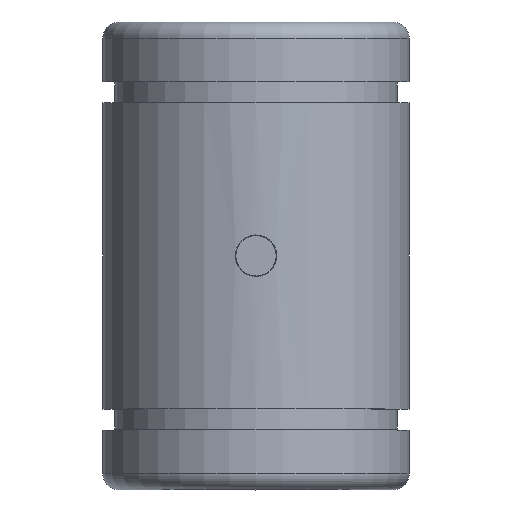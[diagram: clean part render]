
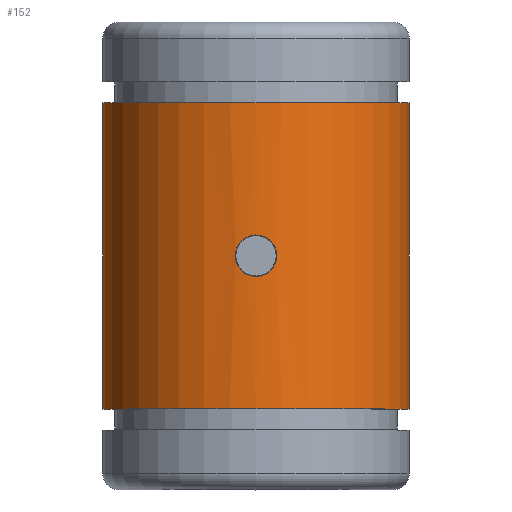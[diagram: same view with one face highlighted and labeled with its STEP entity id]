
A CAD part, top view. The second image highlights one B-rep face of the part: STEP entity #152.
In plain terms, the highlighted cylindrical face has radius 9.5 mm (diameter 19 mm), a partial arc.
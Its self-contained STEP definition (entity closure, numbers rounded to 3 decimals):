
#152=ADVANCED_FACE('',(#403,#404),#405,.T.);
#403=FACE_OUTER_BOUND('',#766,.T.);
#404=FACE_BOUND('',#767,.T.);
#405=CYLINDRICAL_SURFACE('',#768,9.5);
#766=EDGE_LOOP('',(#1158,#1159,#1160,#1161));
#767=EDGE_LOOP('',(#1162,#1163));
#768=AXIS2_PLACEMENT_3D('',#1164,#1165,#1166);
#1158=ORIENTED_EDGE('',*,*,#2122,.F.);
#1159=ORIENTED_EDGE('',*,*,#2123,.T.);
#1160=ORIENTED_EDGE('',*,*,#2124,.F.);
#1161=ORIENTED_EDGE('',*,*,#2125,.T.);
#1162=ORIENTED_EDGE('',*,*,#2126,.T.);
#1163=ORIENTED_EDGE('',*,*,#2127,.T.);
#1164=CARTESIAN_POINT('',(0.0,0.0,0.0));
#1165=DIRECTION('',(0.0,-1.0,0.0));
#1166=DIRECTION('',(1.0,0.0,0.0));
#2122=EDGE_CURVE('',#2530,#2531,#2532,.T.);
#2123=EDGE_CURVE('',#2530,#2533,#2534,.T.);
#2124=EDGE_CURVE('',#2535,#2533,#2536,.T.);
#2125=EDGE_CURVE('',#2535,#2531,#2537,.T.);
#2126=EDGE_CURVE('',#2538,#2539,#2540,.T.);
#2127=EDGE_CURVE('',#2539,#2538,#2541,.T.);
#2530=VERTEX_POINT('',#3117);
#2531=VERTEX_POINT('',#3118);
#2532=LINE('',#3119,#3120);
#2533=VERTEX_POINT('',#3121);
#2534=CIRCLE('',#3122,9.5);
#2535=VERTEX_POINT('',#3123);
#2536=LINE('',#3124,#3125);
#2537=CIRCLE('',#3126,9.5);
#2538=VERTEX_POINT('',#3127);
#2539=VERTEX_POINT('',#3128);
#2540=B_SPLINE_CURVE_WITH_KNOTS('',3,(#3129,#3130,#3131,#3132,#3133,#3134,#3135,#3136,#3137,#3138,#3139,#3140,#3141,#3142,#3143,#3144,#3145,#3146),.UNSPECIFIED.,.F.,.F.,(4,2,2,2,2,2,2,2,4),(0.0,0.485,0.971,1.456,1.942,2.427,2.913,3.398,3.883),.UNSPECIFIED.);
#2541=B_SPLINE_CURVE_WITH_KNOTS('',3,(#3147,#3148,#3149,#3150,#3151,#3152,#3153,#3154,#3155,#3156,#3157,#3158,#3159,#3160,#3161,#3162,#3163,#3164),.UNSPECIFIED.,.F.,.F.,(4,2,2,2,2,2,2,2,4),(3.883,4.369,4.854,5.34,5.825,6.311,6.796,7.282,7.767),.UNSPECIFIED.);
#3117=CARTESIAN_POINT('',(9.5,9.5,0.));
#3118=CARTESIAN_POINT('',(9.5,-9.5,0.));
#3119=CARTESIAN_POINT('',(9.5,0.0,0.));
#3120=VECTOR('',#3883,1.0);
#3121=CARTESIAN_POINT('',(-9.5,9.5,0.));
#3122=AXIS2_PLACEMENT_3D('',#3884,#3885,#3886);
#3123=CARTESIAN_POINT('',(-9.5,-9.5,0.));
#3124=CARTESIAN_POINT('',(-9.5,0.0,0.));
#3125=VECTOR('',#3887,1.0);
#3126=AXIS2_PLACEMENT_3D('',#3888,#3889,#3890);
#3127=CARTESIAN_POINT('',(-1.287,0.0,9.412));
#3128=CARTESIAN_POINT('',(1.287,0.,9.412));
#3129=CARTESIAN_POINT('',(-1.287,0.0,9.412));
#3130=CARTESIAN_POINT('',(-1.287,0.162,9.412));
#3131=CARTESIAN_POINT('',(-1.255,0.334,9.417));
#3132=CARTESIAN_POINT('',(-1.123,0.651,9.434));
#3133=CARTESIAN_POINT('',(-1.024,0.796,9.445));
#3134=CARTESIAN_POINT('',(-0.796,1.024,9.467));
#3135=CARTESIAN_POINT('',(-0.651,1.123,9.479));
#3136=CARTESIAN_POINT('',(-0.334,1.255,9.495));
#3137=CARTESIAN_POINT('',(-0.162,1.287,9.5));
#3138=CARTESIAN_POINT('',(0.162,1.287,9.5));
#3139=CARTESIAN_POINT('',(0.334,1.255,9.495));
#3140=CARTESIAN_POINT('',(0.651,1.123,9.479));
#3141=CARTESIAN_POINT('',(0.796,1.024,9.467));
#3142=CARTESIAN_POINT('',(1.024,0.796,9.445));
#3143=CARTESIAN_POINT('',(1.123,0.651,9.434));
#3144=CARTESIAN_POINT('',(1.255,0.334,9.417));
#3145=CARTESIAN_POINT('',(1.287,0.162,9.412));
#3146=CARTESIAN_POINT('',(1.287,0.,9.412));
#3147=CARTESIAN_POINT('',(1.287,0.0,9.412));
#3148=CARTESIAN_POINT('',(1.287,-0.162,9.412));
#3149=CARTESIAN_POINT('',(1.255,-0.334,9.417));
#3150=CARTESIAN_POINT('',(1.123,-0.651,9.434));
#3151=CARTESIAN_POINT('',(1.024,-0.796,9.445));
#3152=CARTESIAN_POINT('',(0.796,-1.024,9.467));
#3153=CARTESIAN_POINT('',(0.651,-1.123,9.479));
#3154=CARTESIAN_POINT('',(0.334,-1.255,9.495));
#3155=CARTESIAN_POINT('',(0.162,-1.287,9.5));
#3156=CARTESIAN_POINT('',(-0.162,-1.287,9.5));
#3157=CARTESIAN_POINT('',(-0.334,-1.255,9.495));
#3158=CARTESIAN_POINT('',(-0.651,-1.123,9.479));
#3159=CARTESIAN_POINT('',(-0.796,-1.024,9.467));
#3160=CARTESIAN_POINT('',(-1.024,-0.796,9.445));
#3161=CARTESIAN_POINT('',(-1.123,-0.651,9.434));
#3162=CARTESIAN_POINT('',(-1.255,-0.334,9.417));
#3163=CARTESIAN_POINT('',(-1.287,-0.162,9.412));
#3164=CARTESIAN_POINT('',(-1.287,0.0,9.412));
#3883=DIRECTION('',(0.0,-1.0,0.0));
#3884=CARTESIAN_POINT('',(0.0,9.5,0.0));
#3885=DIRECTION('',(0.0,-1.0,0.0));
#3886=DIRECTION('',(1.0,0.0,0.0));
#3887=DIRECTION('',(-0.0,1.0,-0.0));
#3888=CARTESIAN_POINT('',(0.0,-9.5,0.0));
#3889=DIRECTION('',(-0.0,1.0,0.0));
#3890=DIRECTION('',(1.0,0.0,0.0));
